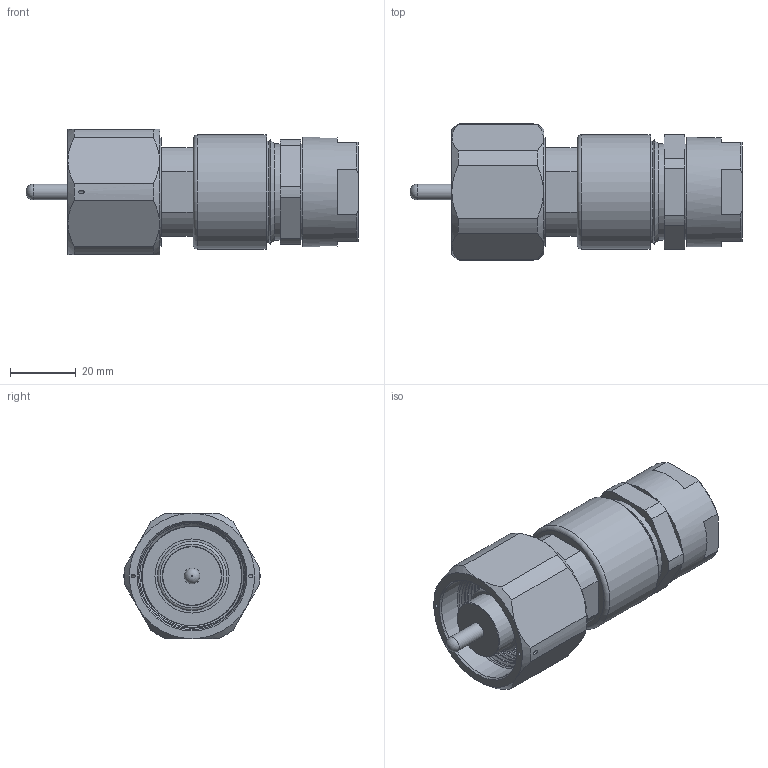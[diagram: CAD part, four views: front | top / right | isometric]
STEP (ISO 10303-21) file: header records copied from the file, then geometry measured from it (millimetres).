
FILE_DESCRIPTION (( 'STEP AP203' ), '1' );
FILE_NAME ('PE4323.step', '2019-11-19T21:17:52', ( '' ), ( '' ), 'SwSTEP 2.0', 'SolidWorks 2018', '' );
FILE_SCHEMA (( 'CONFIG_CONTROL_DESIGN' ));
Length unit declared in the file: inch
Products named in the file (1): PE4323
Bounding box: 100.81 x 41.33 x 38.1 mm (x, y, z)
Volume: 63094.7 mm3; surface area: 19242.4 mm2
Topology: 1 solids, 1 shells, 104 faces, 241 edges, 154 vertices
Faces by surface type: plane 41, cylinder 32, cone 24, bspline 4, torus 3
Full cylindrical faces by diameter (mm): 1.016 x2, 4.775 x1, 17.989 x1, 19.433 x1, 22.51 x1, 22.86 x1, 24.435 x1, 29.151 x1, 29.204 x1, 30.166 x1, 32.545 x1, 33.02 x1, 33.159 x1, 34.634 x1
Entity records: 6697 total; most frequent: CARTESIAN_POINT 4416, DIRECTION 458, ORIENTED_EDGE 416, EDGE_CURVE 208, AXIS2_PLACEMENT_3D 195, EDGE_LOOP 149, VERTEX_POINT 147, FACE_OUTER_BOUND 122
